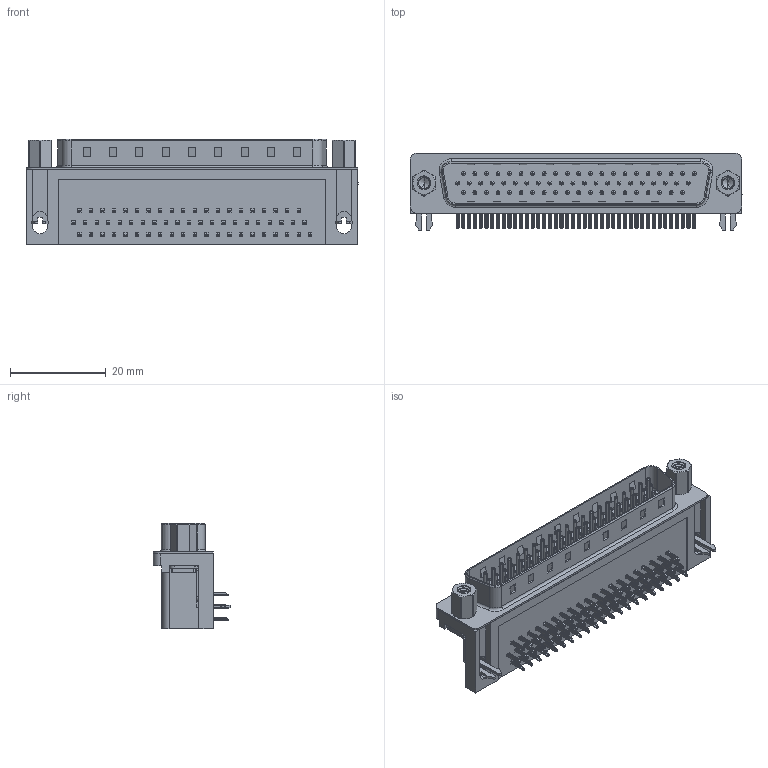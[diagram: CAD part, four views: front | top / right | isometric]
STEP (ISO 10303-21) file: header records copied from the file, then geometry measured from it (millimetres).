
FILE_DESCRIPTION (( 'STEP AP203' ), '1' );
FILE_NAME ('633-062-663-533.STEP', '2018-09-07T22:51:03', ( '' ), ( '' ), 'SwSTEP 2.0', 'SolidWorks 2016', '' );
FILE_SCHEMA (( 'CONFIG_CONTROL_DESIGN' ));
Length unit declared in the file: millimetre
Products named in the file (9): 633 Contact Bottom; 633 Contact Middle; 633 Contact Top; 633 2 Prong Board Lock; 633 4-40 Threaded Rivet; 633 4-40 Hex Standoff; 633-062-663-533; 633 Housing_62 Contact; 633 Shell_62 Contact
Assembly tree (70 placements, depth 2):
  633-062-663-533
    633 Housing_62 Contact
    633 Shell_62 Contact
    633 Contact Bottom  x20
    633 Contact Middle  x21
    633 Contact Top  x21
    633 2 Prong Board Lock  x2
    633 4-40 Threaded Rivet  x2
    633 4-40 Hex Standoff  x2
Bounding box: 69.4 x 16.25 x 22.1 mm (x, y, z)
Volume: 11256 mm3; surface area: 13862.8 mm2
Topology: 70 solids, 70 shells, 5236 faces, 12934 edges, 7969 vertices
Faces by surface type: plane 3267, cylinder 1514, torus 403, cone 34, bspline 18
Entity records: 40154 total; most frequent: CARTESIAN_POINT 10077, DIRECTION 5746, ORIENTED_EDGE 5582, EDGE_CURVE 2791, LINE 1968, VECTOR 1968, AXIS2_PLACEMENT_3D 1889, VERTEX_POINT 1805
